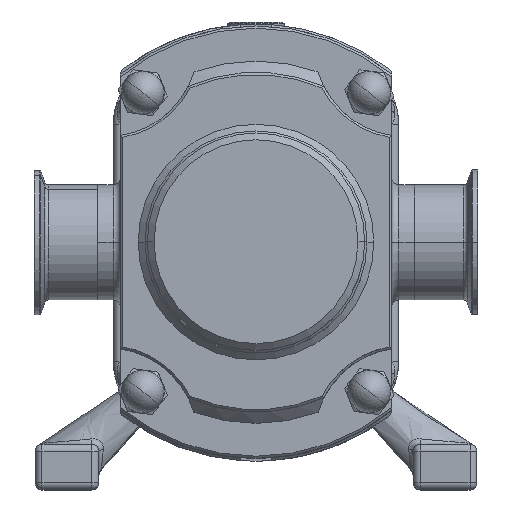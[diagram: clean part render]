
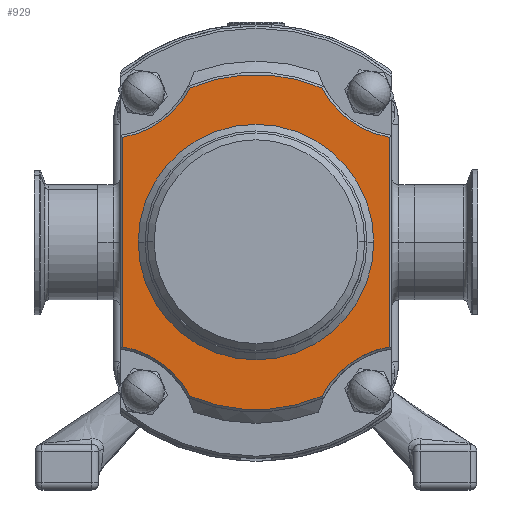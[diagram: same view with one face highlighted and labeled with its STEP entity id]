
A CAD part, top view. The second image highlights one B-rep face of the part: STEP entity #929.
In plain terms, the highlighted planar face has unit normal (0, 0, 1).
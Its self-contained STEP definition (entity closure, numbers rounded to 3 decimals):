
#293 = VERTEX_POINT ( 'NONE', #32575 ) ;
#348 = CARTESIAN_POINT ( 'NONE',  ( 0., 0., 34. ) ) ;
#624 = VECTOR ( 'NONE', #3701, 1000. ) ;
#744 = CARTESIAN_POINT ( 'NONE',  ( -59., 46.251, 34. ) ) ;
#929 = ADVANCED_FACE ( 'NONE', ( #3405, #18764 ), #6531, .T. ) ;
#1225 = EDGE_LOOP ( 'NONE', ( #16810, #15400, #32032, #5297, #7526, #20981, #12206, #2602 ) ) ;
#1480 = CARTESIAN_POINT ( 'NONE',  ( -29.22, -67.987, 34. ) ) ;
#1825 = CARTESIAN_POINT ( 'NONE',  ( -59., -46.251, 34. ) ) ;
#1956 = CIRCLE ( 'NONE', #7747, 74. ) ;
#2267 = DIRECTION ( 'NONE',  ( 1., 0., 0. ) ) ;
#2394 = DIRECTION ( 'NONE',  ( 1., 0., 0. ) ) ;
#2602 = ORIENTED_EDGE ( 'NONE', *, *, #26741, .T. ) ;
#2911 = DIRECTION ( 'NONE',  ( 0., 1., 0. ) ) ;
#3266 = CARTESIAN_POINT ( 'NONE',  ( 59., 46.251, 34. ) ) ;
#3405 = FACE_OUTER_BOUND ( 'NONE', #1225, .T. ) ;
#3701 = DIRECTION ( 'NONE',  ( 0., -1., 0. ) ) ;
#4064 = CIRCLE ( 'NONE', #27256, 52. ) ;
#4434 = VECTOR ( 'NONE', #2911, 1000. ) ;
#4607 = EDGE_CURVE ( 'NONE', #20486, #29994, #4064, .T. ) ;
#5297 = ORIENTED_EDGE ( 'NONE', *, *, #28455, .T. ) ;
#6531 = PLANE ( 'NONE',  #17882 ) ;
#6784 = EDGE_CURVE ( 'NONE', #31416, #293, #1956, .T. ) ;
#7355 = CARTESIAN_POINT ( 'NONE',  ( 52., 0., 34. ) ) ;
#7365 = CARTESIAN_POINT ( 'NONE',  ( -29.22, 67.987, 34. ) ) ;
#7526 = ORIENTED_EDGE ( 'NONE', *, *, #6784, .T. ) ;
#7747 = AXIS2_PLACEMENT_3D ( 'NONE', #21715, #24875, #2267 ) ;
#8368 = VERTEX_POINT ( 'NONE', #1825 ) ;
#8616 = DIRECTION ( 'NONE',  ( 0., 0., 1. ) ) ;
#9147 = DIRECTION ( 'NONE',  ( 1., 0., 0. ) ) ;
#9228 = DIRECTION ( 'NONE',  ( 0., 0., -1. ) ) ;
#11000 = DIRECTION ( 'NONE',  ( 0., 0., 1. ) ) ;
#11296 = DIRECTION ( 'NONE',  ( 0., 0., 1. ) ) ;
#11814 = EDGE_LOOP ( 'NONE', ( #19586, #30561 ) ) ;
#12206 = ORIENTED_EDGE ( 'NONE', *, *, #20294, .T. ) ;
#12845 = CARTESIAN_POINT ( 'NONE',  ( 65.7, 86.7, 34. ) ) ;
#14883 = CARTESIAN_POINT ( 'NONE',  ( -59., 46.251, 34. ) ) ;
#15090 = CARTESIAN_POINT ( 'NONE',  ( -65.7, -86.7, 34. ) ) ;
#15400 = ORIENTED_EDGE ( 'NONE', *, *, #20109, .T. ) ;
#15477 = DIRECTION ( 'NONE',  ( 0., 0., -1. ) ) ;
#16230 = AXIS2_PLACEMENT_3D ( 'NONE', #30906, #8616, #23635 ) ;
#16654 = CARTESIAN_POINT ( 'NONE',  ( 65.7, -86.7, 34. ) ) ;
#16810 = ORIENTED_EDGE ( 'NONE', *, *, #26373, .T. ) ;
#17348 = VERTEX_POINT ( 'NONE', #14883 ) ;
#17407 = CARTESIAN_POINT ( 'NONE',  ( -52., 0., 34. ) ) ;
#17476 = EDGE_CURVE ( 'NONE', #29994, #20486, #31835, .T. ) ;
#17519 = CARTESIAN_POINT ( 'NONE',  ( -65.7, 86.7, 34. ) ) ;
#17882 = AXIS2_PLACEMENT_3D ( 'NONE', #23369, #11000, #31605 ) ;
#18132 = CIRCLE ( 'NONE', #27616, 41. ) ;
#18764 = FACE_BOUND ( 'NONE', #11814, .T. ) ;
#19018 = CIRCLE ( 'NONE', #23231, 41. ) ;
#19586 = ORIENTED_EDGE ( 'NONE', *, *, #4607, .F. ) ;
#19674 = DIRECTION ( 'NONE',  ( 0., 0., 1. ) ) ;
#20109 = EDGE_CURVE ( 'NONE', #26971, #17348, #18132, .T. ) ;
#20294 = EDGE_CURVE ( 'NONE', #31829, #30618, #30485, .T. ) ;
#20486 = VERTEX_POINT ( 'NONE', #17407 ) ;
#20981 = ORIENTED_EDGE ( 'NONE', *, *, #28027, .T. ) ;
#21059 = AXIS2_PLACEMENT_3D ( 'NONE', #12845, #15477, #22736 ) ;
#21189 = CARTESIAN_POINT ( 'NONE',  ( 0., 0., 34. ) ) ;
#21585 = DIRECTION ( 'NONE',  ( 1., 0., 0. ) ) ;
#21715 = CARTESIAN_POINT ( 'NONE',  ( 0., 0., 34. ) ) ;
#22736 = DIRECTION ( 'NONE',  ( 1., 0., 0. ) ) ;
#22992 = CARTESIAN_POINT ( 'NONE',  ( 59., -46.251, 34. ) ) ;
#23231 = AXIS2_PLACEMENT_3D ( 'NONE', #16654, #9228, #21585 ) ;
#23369 = CARTESIAN_POINT ( 'NONE',  ( 0., 0., 34. ) ) ;
#23635 = DIRECTION ( 'NONE',  ( 1., 0., 0. ) ) ;
#24365 = VERTEX_POINT ( 'NONE', #24534 ) ;
#24534 = CARTESIAN_POINT ( 'NONE',  ( 29.22, 67.987, 34. ) ) ;
#24875 = DIRECTION ( 'NONE',  ( 0., 0., 1. ) ) ;
#25168 = DIRECTION ( 'NONE',  ( 0., 0., -1. ) ) ;
#25199 = CARTESIAN_POINT ( 'NONE',  ( 59., 46.251, 34. ) ) ;
#25833 = LINE ( 'NONE', #744, #624 ) ;
#26373 = EDGE_CURVE ( 'NONE', #24365, #26971, #27830, .T. ) ;
#26741 = EDGE_CURVE ( 'NONE', #30618, #24365, #27389, .T. ) ;
#26938 = CIRCLE ( 'NONE', #29586, 41. ) ;
#26971 = VERTEX_POINT ( 'NONE', #7365 ) ;
#27256 = AXIS2_PLACEMENT_3D ( 'NONE', #21189, #11296, #9147 ) ;
#27389 = CIRCLE ( 'NONE', #21059, 41. ) ;
#27586 = DIRECTION ( 'NONE',  ( 1., 0., 0. ) ) ;
#27616 = AXIS2_PLACEMENT_3D ( 'NONE', #17519, #32208, #29588 ) ;
#27830 = CIRCLE ( 'NONE', #16230, 74. ) ;
#28027 = EDGE_CURVE ( 'NONE', #293, #31829, #19018, .T. ) ;
#28455 = EDGE_CURVE ( 'NONE', #8368, #31416, #26938, .T. ) ;
#29586 = AXIS2_PLACEMENT_3D ( 'NONE', #15090, #25168, #2394 ) ;
#29588 = DIRECTION ( 'NONE',  ( 1., 0., 0. ) ) ;
#29994 = VERTEX_POINT ( 'NONE', #7355 ) ;
#30485 = LINE ( 'NONE', #25199, #4434 ) ;
#30561 = ORIENTED_EDGE ( 'NONE', *, *, #17476, .F. ) ;
#30618 = VERTEX_POINT ( 'NONE', #3266 ) ;
#30906 = CARTESIAN_POINT ( 'NONE',  ( 0., 0., 34. ) ) ;
#30923 = EDGE_CURVE ( 'NONE', #17348, #8368, #25833, .T. ) ;
#31319 = AXIS2_PLACEMENT_3D ( 'NONE', #348, #19674, #27586 ) ;
#31416 = VERTEX_POINT ( 'NONE', #1480 ) ;
#31605 = DIRECTION ( 'NONE',  ( 1., 0., 0. ) ) ;
#31829 = VERTEX_POINT ( 'NONE', #22992 ) ;
#31835 = CIRCLE ( 'NONE', #31319, 52. ) ;
#32032 = ORIENTED_EDGE ( 'NONE', *, *, #30923, .T. ) ;
#32208 = DIRECTION ( 'NONE',  ( 0., 0., -1. ) ) ;
#32575 = CARTESIAN_POINT ( 'NONE',  ( 29.22, -67.987, 34. ) ) ;
